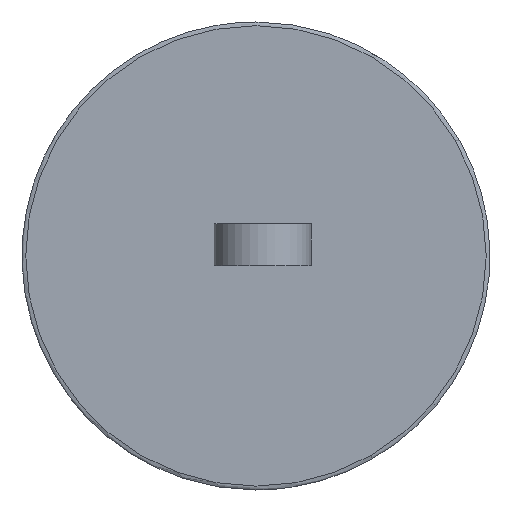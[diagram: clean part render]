
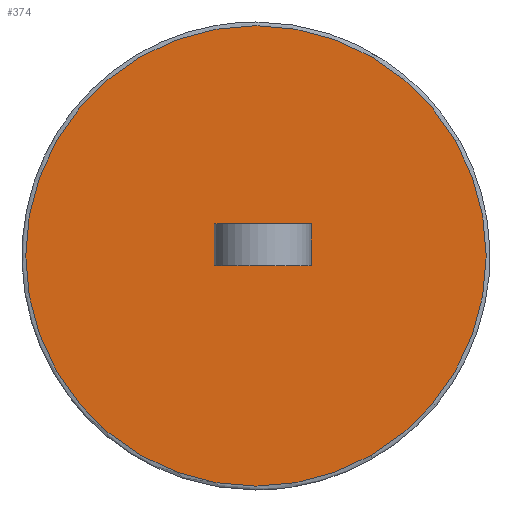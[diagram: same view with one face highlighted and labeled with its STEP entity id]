
A CAD part, front view. The second image highlights one B-rep face of the part: STEP entity #374.
In plain terms, the highlighted planar face has unit normal (0, -1, 0).
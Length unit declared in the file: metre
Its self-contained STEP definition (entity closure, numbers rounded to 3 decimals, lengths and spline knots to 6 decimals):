
#26=CIRCLE('',#414,0.011176);
#78=ORIENTED_EDGE('',*,*,#158,.T.);
#79=ORIENTED_EDGE('',*,*,#144,.F.);
#80=ORIENTED_EDGE('',*,*,#140,.F.);
#81=ORIENTED_EDGE('',*,*,#147,.T.);
#82=ORIENTED_EDGE('',*,*,#136,.F.);
#136=EDGE_CURVE('',#182,#183,#216,.T.);
#140=EDGE_CURVE('',#185,#187,#220,.T.);
#144=EDGE_CURVE('',#187,#182,#223,.T.);
#147=EDGE_CURVE('',#185,#183,#224,.T.);
#158=EDGE_CURVE('',#198,#198,#26,.F.);
#182=VERTEX_POINT('',#556);
#183=VERTEX_POINT('',#558);
#185=VERTEX_POINT('',#564);
#187=VERTEX_POINT('',#567);
#198=VERTEX_POINT('',#1176);
#216=LINE('',#557,#250);
#220=LINE('',#566,#254);
#223=LINE('',#574,#257);
#224=LINE('',#579,#258);
#250=VECTOR('',#452,1.);
#254=VECTOR('',#458,1.);
#257=VECTOR('',#465,1.);
#258=VECTOR('',#472,1.);
#288=EDGE_LOOP('',(#78));
#289=EDGE_LOOP('',(#79,#80,#81,#82));
#326=FACE_BOUND('',#288,.T.);
#327=FACE_BOUND('',#289,.T.);
#355=PLANE('',#413);
#374=ADVANCED_FACE('',(#326,#327),#355,.F.);
#413=AXIS2_PLACEMENT_3D('',#1174,#487,#488);
#414=AXIS2_PLACEMENT_3D('',#1175,#489,#490);
#452=DIRECTION('',(0.,0.,1.));
#458=DIRECTION('',(0.,0.,-1.));
#465=DIRECTION('',(1.,0.,0.));
#472=DIRECTION('',(1.,0.,0.));
#487=DIRECTION('',(0.,1.,0.));
#488=DIRECTION('',(-1.,0.,0.));
#489=DIRECTION('',(0.,1.,0.));
#490=DIRECTION('',(0.,0.,1.));
#556=CARTESIAN_POINT('',(0.002434,0.004203,-0.004521));
#557=CARTESIAN_POINT('',(0.002434,0.004203,-0.004521));
#558=CARTESIAN_POINT('',(0.002434,0.004203,-0.002489));
#564=CARTESIAN_POINT('',(-0.002031,0.004203,-0.002489));
#566=CARTESIAN_POINT('',(-0.002031,0.004203,-0.004521));
#567=CARTESIAN_POINT('',(-0.002031,0.004203,-0.004521));
#574=CARTESIAN_POINT('',(-0.000059,0.004203,-0.004521));
#579=CARTESIAN_POINT('',(-0.000059,0.004203,-0.002489));
#1174=CARTESIAN_POINT('',(-0.000174,0.004203,-0.004055));
#1175=CARTESIAN_POINT('',(-0.000174,0.004203,-0.004055));
#1176=CARTESIAN_POINT('',(-0.000174,0.004203,0.007121));
